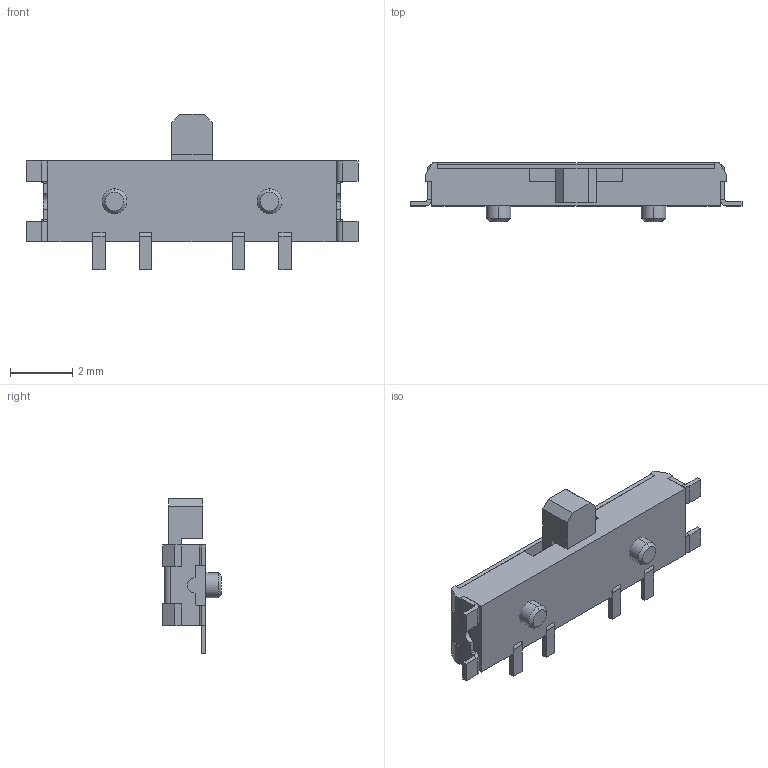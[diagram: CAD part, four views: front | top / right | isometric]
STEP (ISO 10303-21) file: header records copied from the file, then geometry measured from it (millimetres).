
FILE_DESCRIPTION (( 'STEP AP214' ), '1' );
FILE_NAME ('PCM13SMTR.STEP', '2025-11-27T15:25:08', ( '' ), ( '' ), 'SwSTEP 2.0', 'SolidWorks 2021', '' );
FILE_SCHEMA (( 'AUTOMOTIVE_DESIGN' ));
Length unit declared in the file: millimetre
Products named in the file (1): PCM13SMTR
Bounding box: 10.7 x 1.9 x 5 mm (x, y, z)
Volume: 36.1 mm3; surface area: 154.5 mm2
Topology: 7 solids, 7 shells, 183 faces, 457 edges, 290 vertices
Faces by surface type: plane 150, cylinder 29, cone 4
Entity records: 5429 total; most frequent: CARTESIAN_POINT 931, ORIENTED_EDGE 914, DIRECTION 887, EDGE_CURVE 457, VECTOR 395, LINE 395, VERTEX_POINT 290, AXIS2_PLACEMENT_3D 246
